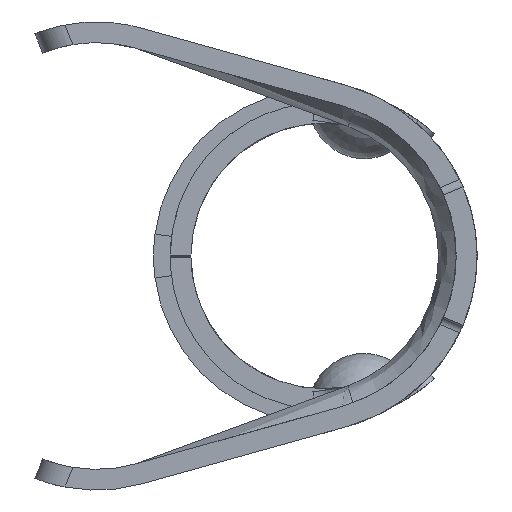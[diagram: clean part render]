
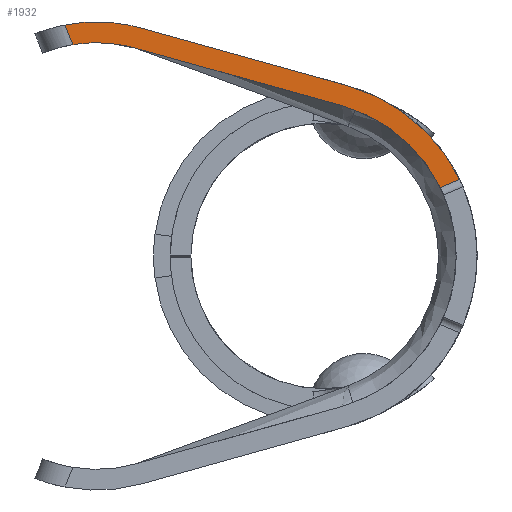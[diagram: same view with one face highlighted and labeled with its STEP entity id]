
A CAD part, left-side view. The second image highlights one B-rep face of the part: STEP entity #1932.
In plain terms, the highlighted planar face has unit normal (-1, 0, 0).
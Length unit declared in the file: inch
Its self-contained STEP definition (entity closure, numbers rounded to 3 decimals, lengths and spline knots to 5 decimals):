
#142 = ORIENTED_EDGE ( 'NONE', *, *, #12012, .T. ) ;
#403 = AXIS2_PLACEMENT_3D ( 'NONE', #7154, #13347, #19555 ) ;
#577 = EDGE_CURVE ( 'NONE', #10028, #14031, #8632, .T. ) ;
#709 = VECTOR ( 'NONE', #1672, 39.37008 ) ;
#895 = DIRECTION ( 'NONE',  ( 0., -0.921, 0.391 ) ) ;
#949 = PLANE ( 'NONE',  #403 ) ;
#1038 = CIRCLE ( 'NONE', #12414, 0.14 ) ;
#1136 = DIRECTION ( 'NONE',  ( 0., -0.963, -0.269 ) ) ;
#1169 = VERTEX_POINT ( 'NONE', #1931 ) ;
#1605 = DIRECTION ( 'NONE',  ( 1., 0., 0. ) ) ;
#1672 = DIRECTION ( 'NONE',  ( 0., -0.371, -0.929 ) ) ;
#1773 = ORIENTED_EDGE ( 'NONE', *, *, #14392, .F. ) ;
#1784 = ORIENTED_EDGE ( 'NONE', *, *, #11304, .F. ) ;
#1923 = CARTESIAN_POINT ( 'NONE',  ( -1.02, 0.21812, 0.065 ) ) ;
#1931 = CARTESIAN_POINT ( 'NONE',  ( -1.02, 0.21812, 0.205 ) ) ;
#1932 = ADVANCED_FACE ( 'NONE', ( #14893 ), #949, .F. ) ;
#1964 = AXIS2_PLACEMENT_3D ( 'NONE', #3273, #9492, #15697 ) ;
#3003 = AXIS2_PLACEMENT_3D ( 'NONE', #15540, #1605, #7812 ) ;
#3027 = VECTOR ( 'NONE', #18447, 39.37008 ) ;
#3273 = CARTESIAN_POINT ( 'NONE',  ( -1.02, 0.21812, 0.065 ) ) ;
#3416 = CARTESIAN_POINT ( 'NONE',  ( -1.02, -0.01784, 0.14447 ) ) ;
#3569 = VECTOR ( 'NONE', #1136, 39.37008 ) ;
#3575 = ORIENTED_EDGE ( 'NONE', *, *, #18864, .F. ) ;
#3710 = EDGE_CURVE ( 'NONE', #19245, #15785, #7146, .T. ) ;
#3852 = EDGE_CURVE ( 'NONE', #17520, #15550, #4166, .T. ) ;
#3923 = CARTESIAN_POINT ( 'NONE',  ( -1.02, -0.11226, 0.06587 ) ) ;
#4166 = LINE ( 'NONE', #15068, #3569 ) ;
#4229 = CARTESIAN_POINT ( 'NONE',  ( -1.02, 0.24859, 0.22207 ) ) ;
#4306 = DIRECTION ( 'NONE',  ( -1., 0., 0. ) ) ;
#4836 = ORIENTED_EDGE ( 'NONE', *, *, #18100, .F. ) ;
#5432 = EDGE_CURVE ( 'NONE', #1169, #10526, #10741, .T. ) ;
#5632 = AXIS2_PLACEMENT_3D ( 'NONE', #13868, #20069, #6136 ) ;
#6030 = LINE ( 'NONE', #12251, #3027 ) ;
#6123 = CARTESIAN_POINT ( 'NONE',  ( -1.02, -0.1307, 0.0737 ) ) ;
#6136 = DIRECTION ( 'NONE',  ( 0., 0., -1. ) ) ;
#7146 = CIRCLE ( 'NONE', #18520, 0.16 ) ;
#7154 = CARTESIAN_POINT ( 'NONE',  ( -1.02, 0.0225, 0. ) ) ;
#7586 = CARTESIAN_POINT ( 'NONE',  ( -1.02, 0.21812, 0.065 ) ) ;
#7812 = DIRECTION ( 'NONE',  ( 0., 0., -1. ) ) ;
#8133 = DIRECTION ( 'NONE',  ( 1., 0., 0. ) ) ;
#8247 = ORIENTED_EDGE ( 'NONE', *, *, #5432, .F. ) ;
#8632 = LINE ( 'NONE', #14841, #16406 ) ;
#9406 = LINE ( 'NONE', #15611, #709 ) ;
#9492 = DIRECTION ( 'NONE',  ( -1., 0., 0. ) ) ;
#9729 = VERTEX_POINT ( 'NONE', #3416 ) ;
#9879 = ORIENTED_EDGE ( 'NONE', *, *, #577, .T. ) ;
#10028 = VERTEX_POINT ( 'NONE', #3923 ) ;
#10523 = DIRECTION ( 'NONE',  ( 0., 0., 1. ) ) ;
#10526 = VERTEX_POINT ( 'NONE', #15579 ) ;
#10741 = CIRCLE ( 'NONE', #1964, 0.14 ) ;
#11169 = AXIS2_PLACEMENT_3D ( 'NONE', #1923, #8133, #14334 ) ;
#11304 = EDGE_CURVE ( 'NONE', #12878, #1169, #1038, .T. ) ;
#11795 = CIRCLE ( 'NONE', #3003, 0.17 ) ;
#12012 = EDGE_CURVE ( 'NONE', #19245, #10526, #9406, .T. ) ;
#12251 = CARTESIAN_POINT ( 'NONE',  ( -1.02, -0.01784, 0.14447 ) ) ;
#12414 = AXIS2_PLACEMENT_3D ( 'NONE', #18242, #4306, #10523 ) ;
#12445 = ORIENTED_EDGE ( 'NONE', *, *, #3710, .F. ) ;
#12878 = VERTEX_POINT ( 'NONE', #15149 ) ;
#13085 = CARTESIAN_POINT ( 'NONE',  ( -1.02, 0.17509, 0.21911 ) ) ;
#13347 = DIRECTION ( 'NONE',  ( 1., 0., 0. ) ) ;
#13354 = CARTESIAN_POINT ( 'NONE',  ( -1.02, 0.21812, 0.225 ) ) ;
#13779 = DIRECTION ( 'NONE',  ( 1., 0., 0. ) ) ;
#13868 = CARTESIAN_POINT ( 'NONE',  ( -1.02, 0.0225, 0. ) ) ;
#14031 = VERTEX_POINT ( 'NONE', #6123 ) ;
#14286 = ORIENTED_EDGE ( 'NONE', *, *, #3852, .F. ) ;
#14334 = DIRECTION ( 'NONE',  ( 0., 0., 1. ) ) ;
#14392 = EDGE_CURVE ( 'NONE', #15550, #14031, #11795, .T. ) ;
#14404 = ORIENTED_EDGE ( 'NONE', *, *, #18956, .F. ) ;
#14407 = CIRCLE ( 'NONE', #5632, 0.15 ) ;
#14841 = CARTESIAN_POINT ( 'NONE',  ( -1.02, -0.13087, 0.07377 ) ) ;
#14893 = FACE_OUTER_BOUND ( 'NONE', #16097, .T. ) ;
#15068 = CARTESIAN_POINT ( 'NONE',  ( -1.02, -0.02322, 0.16374 ) ) ;
#15149 = CARTESIAN_POINT ( 'NONE',  ( -1.02, 0.18047, 0.19984 ) ) ;
#15540 = CARTESIAN_POINT ( 'NONE',  ( -1.02, 0.0225, 0. ) ) ;
#15550 = VERTEX_POINT ( 'NONE', #16966 ) ;
#15579 = CARTESIAN_POINT ( 'NONE',  ( -1.02, 0.24101, 0.20311 ) ) ;
#15611 = CARTESIAN_POINT ( 'NONE',  ( -1.02, 0.14091, -0.04733 ) ) ;
#15697 = DIRECTION ( 'NONE',  ( 0., 0., 1. ) ) ;
#15785 = VERTEX_POINT ( 'NONE', #13354 ) ;
#16097 = EDGE_LOOP ( 'NONE', ( #14404, #9879, #1773, #14286, #4836, #12445, #142, #8247, #1784, #3575 ) ) ;
#16406 = VECTOR ( 'NONE', #895, 39.37008 ) ;
#16966 = CARTESIAN_POINT ( 'NONE',  ( -1.02, -0.02322, 0.16374 ) ) ;
#17520 = VERTEX_POINT ( 'NONE', #13085 ) ;
#18100 = EDGE_CURVE ( 'NONE', #15785, #17520, #19915, .T. ) ;
#18242 = CARTESIAN_POINT ( 'NONE',  ( -1.02, 0.21812, 0.065 ) ) ;
#18447 = DIRECTION ( 'NONE',  ( 0., 0.963, 0.269 ) ) ;
#18520 = AXIS2_PLACEMENT_3D ( 'NONE', #7586, #13779, #19983 ) ;
#18864 = EDGE_CURVE ( 'NONE', #9729, #12878, #6030, .T. ) ;
#18956 = EDGE_CURVE ( 'NONE', #10028, #9729, #14407, .T. ) ;
#19245 = VERTEX_POINT ( 'NONE', #4229 ) ;
#19555 = DIRECTION ( 'NONE',  ( 0., 0., -1. ) ) ;
#19915 = CIRCLE ( 'NONE', #11169, 0.16 ) ;
#19983 = DIRECTION ( 'NONE',  ( 0., 0., 1. ) ) ;
#20069 = DIRECTION ( 'NONE',  ( -1., 0., 0. ) ) ;
